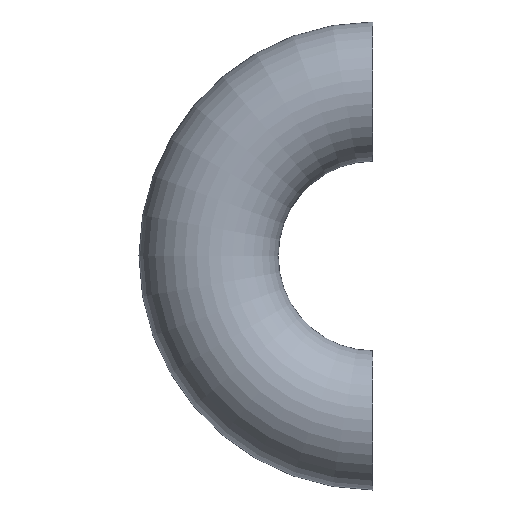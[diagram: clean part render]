
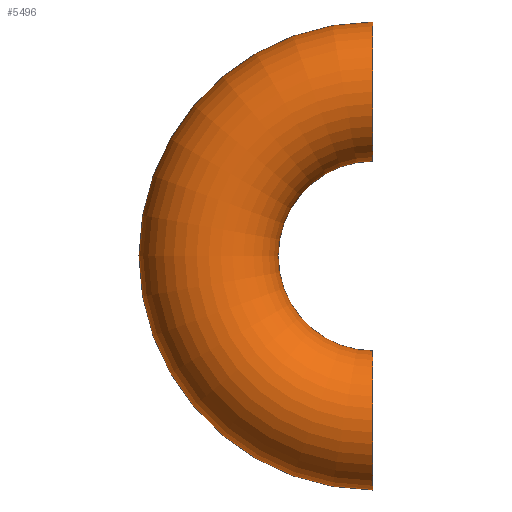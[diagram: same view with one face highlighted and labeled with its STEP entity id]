
A CAD part, left-side view. The second image highlights one B-rep face of the part: STEP entity #5496.
In plain terms, the highlighted toroidal (fillet/blend) face has major radius 57 mm and minor radius 24.15 mm.
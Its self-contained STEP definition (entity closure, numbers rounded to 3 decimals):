
#110 = VERTEX_POINT ( 'NONE', #5860 ) ;
#126 = VERTEX_POINT ( 'NONE', #5056 ) ;
#369 = VERTEX_POINT ( 'NONE', #1417 ) ;
#1058 = CARTESIAN_POINT ( 'NONE',  ( 0., 0., 0. ) ) ;
#1132 = CIRCLE ( 'NONE', #2215, 24.15 ) ;
#1417 = CARTESIAN_POINT ( 'NONE',  ( 0., 0., -32.85 ) ) ;
#1532 = DIRECTION ( 'NONE',  ( -1., 0., 0. ) ) ;
#2215 = AXIS2_PLACEMENT_3D ( 'NONE', #5871, #2396, #4156 ) ;
#2360 = EDGE_CURVE ( 'NONE', #126, #110, #8181, .T. ) ;
#2396 = DIRECTION ( 'NONE',  ( 0., 1., 0. ) ) ;
#2452 = AXIS2_PLACEMENT_3D ( 'NONE', #9990, #7578, #10067 ) ;
#2631 = DIRECTION ( 'NONE',  ( -1., 0., 0. ) ) ;
#2786 = TOROIDAL_SURFACE ( 'NONE', #6351, 57., 24.15 ) ;
#3271 = CIRCLE ( 'NONE', #7716, 81.15 ) ;
#3708 = FACE_OUTER_BOUND ( 'NONE', #10962, .T. ) ;
#4051 = CARTESIAN_POINT ( 'NONE',  ( 0., 0., 0. ) ) ;
#4156 = DIRECTION ( 'NONE',  ( 0., 0., 1. ) ) ;
#4471 = CARTESIAN_POINT ( 'NONE',  ( 0., 0., -81.15 ) ) ;
#4878 = EDGE_CURVE ( 'NONE', #110, #369, #8026, .T. ) ;
#5056 = CARTESIAN_POINT ( 'NONE',  ( 0., 0., 81.15 ) ) ;
#5233 = DIRECTION ( 'NONE',  ( 0., 0., 1. ) ) ;
#5416 = DIRECTION ( 'NONE',  ( -1., 0., 0. ) ) ;
#5496 = ADVANCED_FACE ( 'NONE', ( #3708 ), #2786, .T. ) ;
#5860 = CARTESIAN_POINT ( 'NONE',  ( 0., 0., 32.85 ) ) ;
#5871 = CARTESIAN_POINT ( 'NONE',  ( 0., 0., -57. ) ) ;
#6351 = AXIS2_PLACEMENT_3D ( 'NONE', #8891, #5416, #7116 ) ;
#6386 = ORIENTED_EDGE ( 'NONE', *, *, #4878, .F. ) ;
#7051 = ORIENTED_EDGE ( 'NONE', *, *, #2360, .F. ) ;
#7116 = DIRECTION ( 'NONE',  ( 0., 0., 1. ) ) ;
#7555 = VERTEX_POINT ( 'NONE', #4471 ) ;
#7578 = DIRECTION ( 'NONE',  ( 0., -1., 0. ) ) ;
#7716 = AXIS2_PLACEMENT_3D ( 'NONE', #1058, #2631, #5233 ) ;
#8026 = CIRCLE ( 'NONE', #10386, 32.85 ) ;
#8181 = CIRCLE ( 'NONE', #2452, 24.15 ) ;
#8891 = CARTESIAN_POINT ( 'NONE',  ( 0., 0., 0. ) ) ;
#8918 = EDGE_CURVE ( 'NONE', #126, #7555, #3271, .T. ) ;
#8958 = ORIENTED_EDGE ( 'NONE', *, *, #10060, .T. ) ;
#9136 = ORIENTED_EDGE ( 'NONE', *, *, #8918, .T. ) ;
#9990 = CARTESIAN_POINT ( 'NONE',  ( 0., 0., 57. ) ) ;
#10060 = EDGE_CURVE ( 'NONE', #7555, #369, #1132, .T. ) ;
#10067 = DIRECTION ( 'NONE',  ( 0., 0., -1. ) ) ;
#10386 = AXIS2_PLACEMENT_3D ( 'NONE', #4051, #1532, #10778 ) ;
#10778 = DIRECTION ( 'NONE',  ( 0., 0., 1. ) ) ;
#10962 = EDGE_LOOP ( 'NONE', ( #7051, #9136, #8958, #6386 ) ) ;
